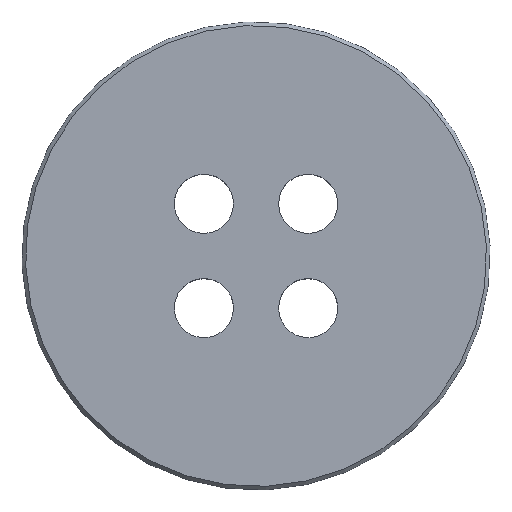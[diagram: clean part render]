
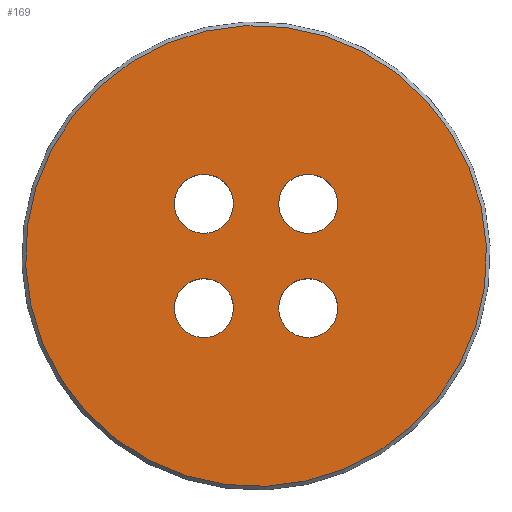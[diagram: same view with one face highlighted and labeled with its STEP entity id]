
A CAD part, front view. The second image highlights one B-rep face of the part: STEP entity #169.
In plain terms, the highlighted face is planar.
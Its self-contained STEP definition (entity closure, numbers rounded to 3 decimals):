
#52=FACE_BOUND('',#78,.T.);
#53=FACE_BOUND('',#79,.T.);
#54=FACE_BOUND('',#80,.T.);
#55=FACE_BOUND('',#81,.T.);
#60=ELLIPSE('',#198,2.,2.);
#61=ELLIPSE('',#199,2.,2.);
#62=ELLIPSE('',#200,2.,2.);
#63=ELLIPSE('',#201,2.,2.);
#68=FACE_OUTER_BOUND('',#77,.T.);
#77=EDGE_LOOP('',(#129));
#78=EDGE_LOOP('',(#130));
#79=EDGE_LOOP('',(#131));
#80=EDGE_LOOP('',(#132));
#81=EDGE_LOOP('',(#133));
#94=CIRCLE('',#197,15.625);
#98=VERTEX_POINT('',#294);
#99=VERTEX_POINT('',#296);
#100=VERTEX_POINT('',#298);
#101=VERTEX_POINT('',#300);
#102=VERTEX_POINT('',#302);
#110=EDGE_CURVE('',#98,#98,#94,.T.);
#111=EDGE_CURVE('',#99,#99,#60,.T.);
#112=EDGE_CURVE('',#100,#100,#61,.T.);
#113=EDGE_CURVE('',#101,#101,#62,.T.);
#114=EDGE_CURVE('',#102,#102,#63,.T.);
#129=ORIENTED_EDGE('',*,*,#110,.F.);
#130=ORIENTED_EDGE('',*,*,#111,.F.);
#131=ORIENTED_EDGE('',*,*,#112,.F.);
#132=ORIENTED_EDGE('',*,*,#113,.F.);
#133=ORIENTED_EDGE('',*,*,#114,.F.);
#167=PLANE('',#196);
#169=ADVANCED_FACE('',(#68,#52,#53,#54,#55),#167,.F.);
#196=AXIS2_PLACEMENT_3D('',#293,#231,#232);
#197=AXIS2_PLACEMENT_3D('',#295,#233,#234);
#198=AXIS2_PLACEMENT_3D('',#297,#235,#236);
#199=AXIS2_PLACEMENT_3D('',#299,#237,#238);
#200=AXIS2_PLACEMENT_3D('',#301,#239,#240);
#201=AXIS2_PLACEMENT_3D('',#303,#241,#242);
#231=DIRECTION('center_axis',(0.,0.,-1.));
#232=DIRECTION('ref_axis',(-1.,0.,0.));
#233=DIRECTION('center_axis',(0.,0.,-1.));
#234=DIRECTION('ref_axis',(1.,0.,0.));
#235=DIRECTION('center_axis',(0.,0.,1.));
#236=DIRECTION('ref_axis',(0.,-1.,0.));
#237=DIRECTION('center_axis',(0.,0.,1.));
#238=DIRECTION('ref_axis',(0.,-1.,0.));
#239=DIRECTION('center_axis',(0.,0.,1.));
#240=DIRECTION('ref_axis',(0.,-1.,0.));
#241=DIRECTION('center_axis',(0.,0.,1.));
#242=DIRECTION('ref_axis',(0.,-1.,0.));
#293=CARTESIAN_POINT('Origin',(0.,15.875,11.049));
#294=CARTESIAN_POINT('',(-15.625,0.,11.049));
#295=CARTESIAN_POINT('Origin',(0.,0.,11.049));
#296=CARTESIAN_POINT('',(3.913,-4.619,11.049));
#297=CARTESIAN_POINT('Origin',(1.913,-4.619,11.049));
#298=CARTESIAN_POINT('',(-2.619,-1.913,11.049));
#299=CARTESIAN_POINT('Origin',(-4.619,-1.913,11.049));
#300=CARTESIAN_POINT('',(6.619,1.914,11.049));
#301=CARTESIAN_POINT('Origin',(4.619,1.914,11.049));
#302=CARTESIAN_POINT('',(0.087,4.62,11.049));
#303=CARTESIAN_POINT('Origin',(-1.913,4.62,11.049));
